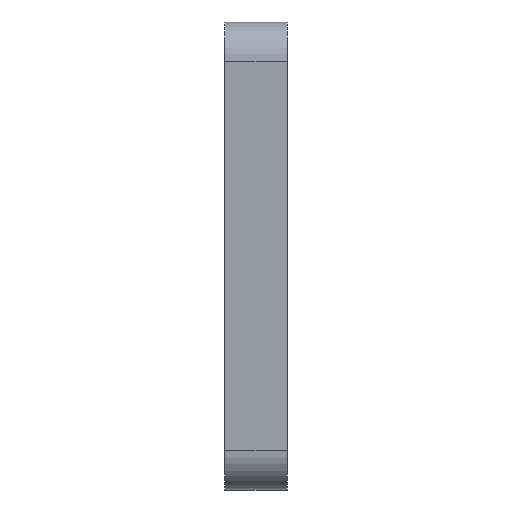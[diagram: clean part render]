
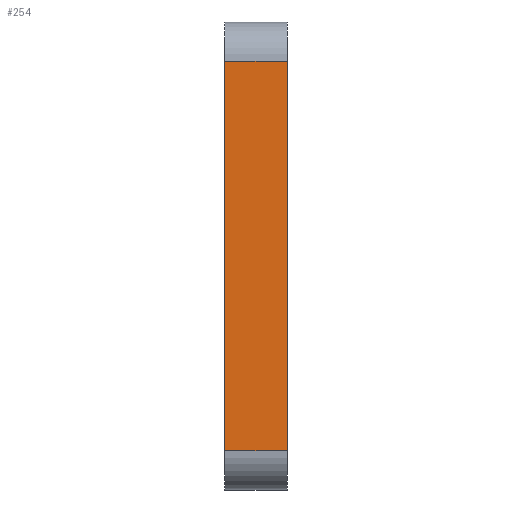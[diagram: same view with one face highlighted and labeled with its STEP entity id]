
A CAD part, left-side view. The second image highlights one B-rep face of the part: STEP entity #254.
In plain terms, the highlighted planar face has unit normal (-1, 0, 0).
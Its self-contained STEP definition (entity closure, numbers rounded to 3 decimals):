
#101 = CARTESIAN_POINT ( 'NONE',  ( -30., 8., -25. ) ) ;
#134 = DIRECTION ( 'NONE',  ( 0., 0., 1. ) ) ;
#232 = ORIENTED_EDGE ( 'NONE', *, *, #1244, .F. ) ;
#235 = CARTESIAN_POINT ( 'NONE',  ( -30., 8., 25. ) ) ;
#244 = VECTOR ( 'NONE', #804, 1000. ) ;
#248 = VECTOR ( 'NONE', #588, 1000. ) ;
#254 = ADVANCED_FACE ( 'NONE', ( #1505 ), #1451, .F. ) ;
#268 = VECTOR ( 'NONE', #134, 1000. ) ;
#270 = CARTESIAN_POINT ( 'NONE',  ( -30., 8., -25. ) ) ;
#330 = EDGE_CURVE ( 'NONE', #1338, #626, #824, .T. ) ;
#396 = CARTESIAN_POINT ( 'NONE',  ( -30., 8., -30. ) ) ;
#486 = DIRECTION ( 'NONE',  ( 0., 1., 0. ) ) ;
#535 = DIRECTION ( 'NONE',  ( 0., 0., -1. ) ) ;
#566 = LINE ( 'NONE', #1361, #268 ) ;
#588 = DIRECTION ( 'NONE',  ( 0., -1., 0. ) ) ;
#626 = VERTEX_POINT ( 'NONE', #1249 ) ;
#756 = CARTESIAN_POINT ( 'NONE',  ( -30., 8., 25. ) ) ;
#804 = DIRECTION ( 'NONE',  ( 0., 0., 1. ) ) ;
#824 = LINE ( 'NONE', #270, #248 ) ;
#885 = AXIS2_PLACEMENT_3D ( 'NONE', #1757, #1472, #535 ) ;
#933 = LINE ( 'NONE', #396, #244 ) ;
#1204 = VERTEX_POINT ( 'NONE', #1726 ) ;
#1244 = EDGE_CURVE ( 'NONE', #1338, #1285, #933, .T. ) ;
#1249 = CARTESIAN_POINT ( 'NONE',  ( -30., 0., -25. ) ) ;
#1285 = VERTEX_POINT ( 'NONE', #235 ) ;
#1320 = LINE ( 'NONE', #756, #1683 ) ;
#1338 = VERTEX_POINT ( 'NONE', #101 ) ;
#1361 = CARTESIAN_POINT ( 'NONE',  ( -30., 0., -30. ) ) ;
#1410 = ORIENTED_EDGE ( 'NONE', *, *, #330, .T. ) ;
#1430 = EDGE_CURVE ( 'NONE', #626, #1204, #566, .T. ) ;
#1451 = PLANE ( 'NONE',  #885 ) ;
#1472 = DIRECTION ( 'NONE',  ( 1., 0., 0. ) ) ;
#1505 = FACE_OUTER_BOUND ( 'NONE', #1855, .T. ) ;
#1527 = EDGE_CURVE ( 'NONE', #1204, #1285, #1320, .T. ) ;
#1550 = ORIENTED_EDGE ( 'NONE', *, *, #1527, .T. ) ;
#1577 = ORIENTED_EDGE ( 'NONE', *, *, #1430, .T. ) ;
#1683 = VECTOR ( 'NONE', #486, 1000. ) ;
#1726 = CARTESIAN_POINT ( 'NONE',  ( -30., 0., 25. ) ) ;
#1757 = CARTESIAN_POINT ( 'NONE',  ( -30., 8., -30. ) ) ;
#1855 = EDGE_LOOP ( 'NONE', ( #1577, #1550, #232, #1410 ) ) ;
